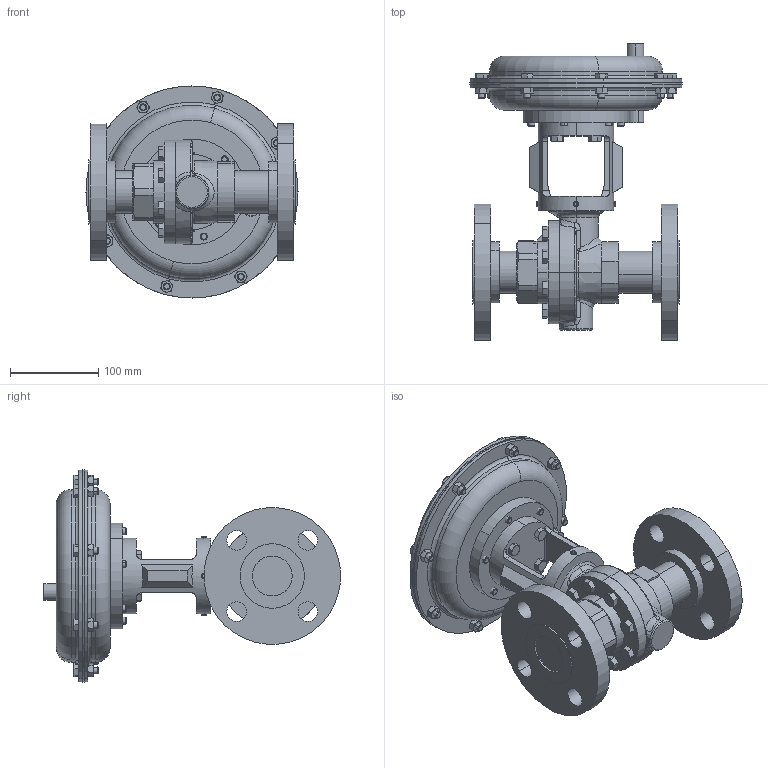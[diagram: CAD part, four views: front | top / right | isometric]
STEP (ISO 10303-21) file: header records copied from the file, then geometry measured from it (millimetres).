
FILE_DESCRIPTION (( 'STEP AP203' ), '1' );
FILE_NAME ('70-150-DI+BR-F3-35M.STEP', '2017-08-31T18:14:13', ( '' ), ( '' ), 'SwSTEP 2.0', 'SolidWorks 2014', '' );
FILE_SCHEMA (( 'CONFIG_CONTROL_DESIGN' ));
Length unit declared in the file: inch
Products named in the file (1): 70-150-DI+BR-F3-35M
Bounding box: 240.92 x 337.31 x 240.92 mm (x, y, z)
Volume: 4566415.2 mm3; surface area: 635146.4 mm2
Topology: 51 solids, 51 shells, 979 faces, 2124 edges, 1272 vertices
Faces by surface type: plane 416, cone 360, cylinder 155, bspline 27, torus 21
Entity records: 30440 total; most frequent: CARTESIAN_POINT 10001, ORIENTED_EDGE 4220, DIRECTION 4101, EDGE_CURVE 2110, AXIS2_PLACEMENT_3D 1659, VERTEX_POINT 1272, EDGE_LOOP 1040, ADVANCED_FACE 979
